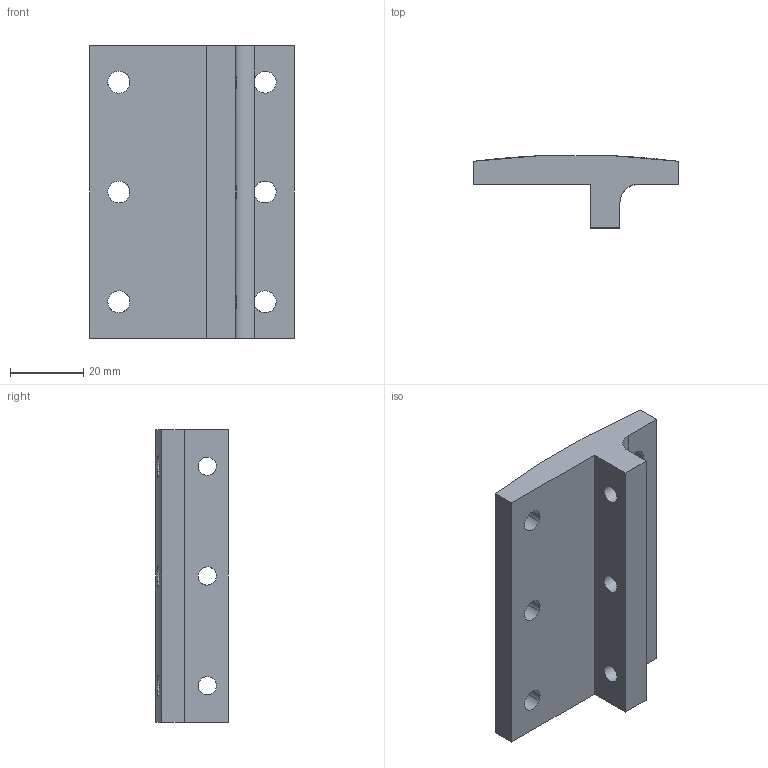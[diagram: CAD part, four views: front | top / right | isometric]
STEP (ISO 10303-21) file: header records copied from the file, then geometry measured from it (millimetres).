
FILE_DESCRIPTION(('CoCreate Modeling STEP Export'),'2;1');
FILE_NAME('m70.stp','2011-05-24T12:47:45',(''),(''),'CoCreate Modeling STEP processor for AP214 (Solid Model)','CoCreate Modeling 18.0P1120 20-Nov-2010 (C) Parametric Technology GmbH','');
FILE_SCHEMA(('AUTOMOTIVE_DESIGN { 1 0 10303 214 1 1 1 1 }'));
Length unit declared in the file: millimetre
Products named in the file (1): BODY_42____SOL2152_-_WSP__1VOLA.PRT
Bounding box: 56 x 19.8 x 80 mm (x, y, z)
Volume: 39608.5 mm3; surface area: 13467.3 mm2
Topology: 1 solids, 1 shells, 29 faces, 100 edges, 67 vertices
Faces by surface type: cylinder 20, plane 9
Entity records: 1258 total; most frequent: CARTESIAN_POINT 409, ORIENTED_EDGE 200, DIRECTION 139, EDGE_CURVE 100, VERTEX_POINT 67, VECTOR 47, LINE 47, AXIS2_PLACEMENT_3D 46
